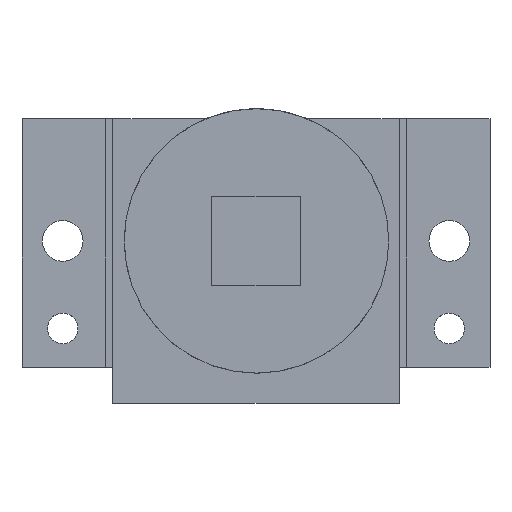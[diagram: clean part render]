
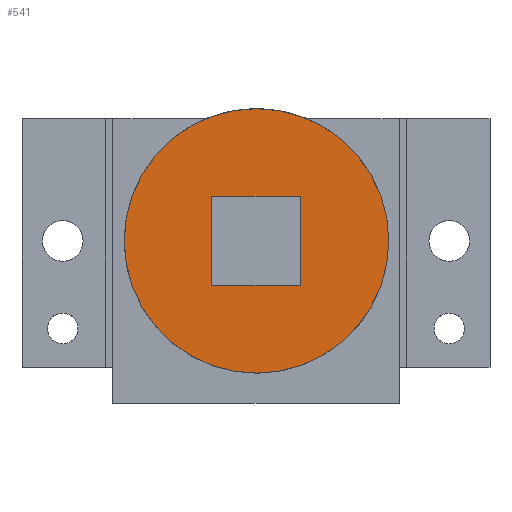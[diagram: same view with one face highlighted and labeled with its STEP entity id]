
A CAD part, top view. The second image highlights one B-rep face of the part: STEP entity #541.
In plain terms, the highlighted planar face has unit normal (0, 0, 1).
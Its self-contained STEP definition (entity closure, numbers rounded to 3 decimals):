
#23=FACE_BOUND('',#97,.T.);
#39=CIRCLE('',#594,6.5);
#64=FACE_OUTER_BOUND('',#96,.T.);
#96=EDGE_LOOP('',(#461));
#97=EDGE_LOOP('',(#462,#463,#464,#465));
#149=LINE('',#852,#208);
#153=LINE('',#860,#212);
#156=LINE('',#866,#215);
#159=LINE('',#871,#218);
#208=VECTOR('',#701,10.);
#212=VECTOR('',#707,10.);
#215=VECTOR('',#712,10.);
#218=VECTOR('',#717,10.);
#260=VERTEX_POINT('',#850);
#261=VERTEX_POINT('',#851);
#264=VERTEX_POINT('',#859);
#266=VERTEX_POINT('',#865);
#268=VERTEX_POINT('',#877);
#323=EDGE_CURVE('',#260,#261,#149,.T.);
#327=EDGE_CURVE('',#261,#264,#153,.T.);
#330=EDGE_CURVE('',#264,#266,#156,.T.);
#333=EDGE_CURVE('',#266,#260,#159,.T.);
#336=EDGE_CURVE('',#268,#268,#39,.T.);
#461=ORIENTED_EDGE('',*,*,#336,.T.);
#462=ORIENTED_EDGE('',*,*,#323,.T.);
#463=ORIENTED_EDGE('',*,*,#327,.T.);
#464=ORIENTED_EDGE('',*,*,#330,.T.);
#465=ORIENTED_EDGE('',*,*,#333,.T.);
#501=PLANE('',#595);
#541=ADVANCED_FACE('',(#64,#23),#501,.T.);
#594=AXIS2_PLACEMENT_3D('',#878,#727,#728);
#595=AXIS2_PLACEMENT_3D('',#880,#730,#731);
#701=DIRECTION('',(0.,-1.,0.));
#707=DIRECTION('',(-1.,0.,0.));
#712=DIRECTION('',(0.,1.,0.));
#717=DIRECTION('',(1.,0.,0.));
#727=DIRECTION('center_axis',(0.,0.,1.));
#728=DIRECTION('ref_axis',(-1.,0.,0.));
#730=DIRECTION('center_axis',(0.,0.,1.));
#731=DIRECTION('ref_axis',(-1.,0.,0.));
#850=CARTESIAN_POINT('',(2.185,2.185,1.67));
#851=CARTESIAN_POINT('',(2.185,-2.185,1.67));
#852=CARTESIAN_POINT('',(2.185,-1.093,1.67));
#859=CARTESIAN_POINT('',(-2.185,-2.185,1.67));
#860=CARTESIAN_POINT('',(-1.081,-2.185,1.67));
#865=CARTESIAN_POINT('',(-2.185,2.185,1.67));
#866=CARTESIAN_POINT('',(-2.185,1.093,1.67));
#871=CARTESIAN_POINT('',(1.104,2.185,1.67));
#877=CARTESIAN_POINT('',(6.524,0.,1.67));
#878=CARTESIAN_POINT('Origin',(0.024,0.,1.67));
#880=CARTESIAN_POINT('Origin',(0.024,0.,1.67));
